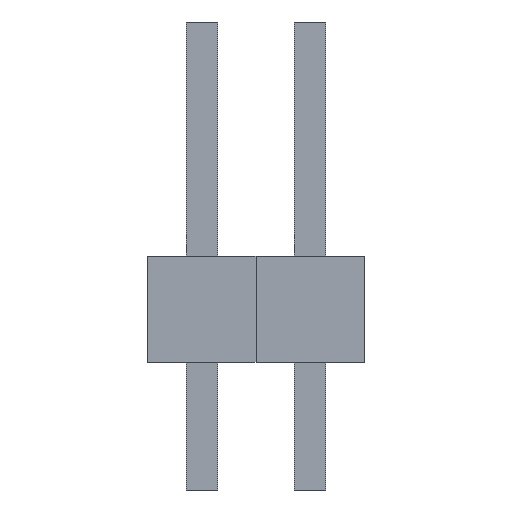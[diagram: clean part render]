
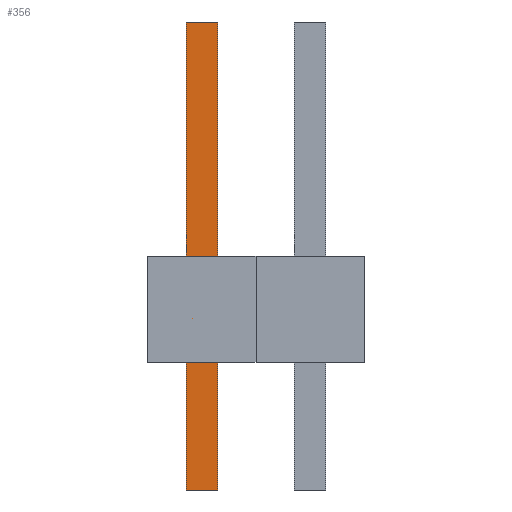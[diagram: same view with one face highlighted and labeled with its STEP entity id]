
A CAD part, front view. The second image highlights one B-rep face of the part: STEP entity #356.
In plain terms, the highlighted planar face has unit normal (0, -1, 0).
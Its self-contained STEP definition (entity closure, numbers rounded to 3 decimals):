
#13=DIRECTION('',(0.,0.,1.));
#14=DIRECTION('',(1.,0.,0.));
#197=VECTOR('',#13,1.);
#204=DIRECTION('',(0.,1.,0.));
#246=VECTOR('',#14,1.);
#310=EDGE_CURVE('',#311,#313,#315,.T.);
#311=VERTEX_POINT('',#312);
#312=CARTESIAN_POINT('',(-0.371,-0.371,-3.));
#313=VERTEX_POINT('',#314);
#314=CARTESIAN_POINT('',(-0.371,-0.371,8.));
#315=LINE('',#312,#197);
#334=ORIENTED_EDGE('',*,*,#335,.F.);
#335=EDGE_CURVE('',#336,#338,#340,.T.);
#336=VERTEX_POINT('',#337);
#337=CARTESIAN_POINT('',(0.371,-0.371,-3.));
#338=VERTEX_POINT('',#339);
#339=CARTESIAN_POINT('',(0.371,-0.371,8.));
#340=LINE('',#337,#197);
#356=ADVANCED_FACE('',(#357),#366,.F.);
#357=FACE_BOUND('',#358,.F.);
#358=EDGE_LOOP('',(#359,#362,#363,#334));
#359=ORIENTED_EDGE('',*,*,#360,.F.);
#360=EDGE_CURVE('',#311,#336,#361,.T.);
#361=LINE('',#312,#246);
#362=ORIENTED_EDGE('',*,*,#310,.T.);
#363=ORIENTED_EDGE('',*,*,#364,.T.);
#364=EDGE_CURVE('',#313,#338,#365,.T.);
#365=LINE('',#314,#246);
#366=PLANE('',#367);
#367=AXIS2_PLACEMENT_3D('',#312,#204,#13);
